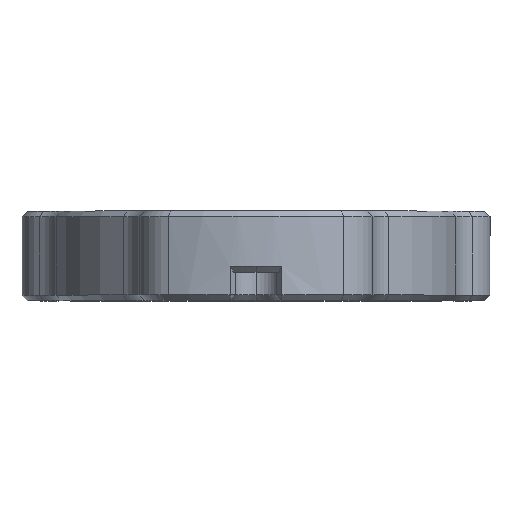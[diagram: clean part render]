
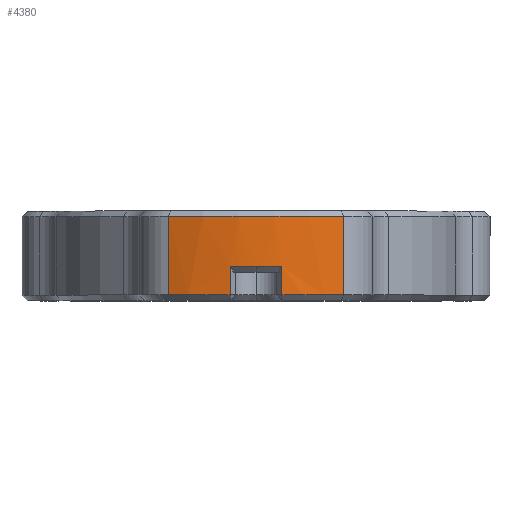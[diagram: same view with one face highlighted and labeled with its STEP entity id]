
A CAD part, top view. The second image highlights one B-rep face of the part: STEP entity #4380.
In plain terms, the highlighted cylindrical face has radius 25 mm (diameter 50 mm), a partial arc.
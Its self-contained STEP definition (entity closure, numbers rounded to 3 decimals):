
#71 = ORIENTED_EDGE ( 'NONE', *, *, #4040, .T. ) ;
#105 = DIRECTION ( 'NONE',  ( 0., 1., 0. ) ) ;
#113 = LINE ( 'NONE', #1669, #884 ) ;
#165 = LINE ( 'NONE', #2126, #681 ) ;
#187 = CARTESIAN_POINT ( 'NONE',  ( 9.281, 7.9, 23.213 ) ) ;
#203 = CYLINDRICAL_SURFACE ( 'NONE', #3372, 25. ) ;
#211 = DIRECTION ( 'NONE',  ( 0., -1., 0. ) ) ;
#367 = DIRECTION ( 'NONE',  ( 0., 1., 0. ) ) ;
#389 = EDGE_CURVE ( 'NONE', #4462, #908, #113, .T. ) ;
#519 = DIRECTION ( 'NONE',  ( 0., 0., -1. ) ) ;
#575 = EDGE_CURVE ( 'NONE', #2767, #4475, #1384, .T. ) ;
#586 = CIRCLE ( 'NONE', #4704, 25. ) ;
#635 = CARTESIAN_POINT ( 'NONE',  ( 0., 2.6, 0. ) ) ;
#681 = VECTOR ( 'NONE', #211, 1000. ) ;
#884 = VECTOR ( 'NONE', #1237, 1000. ) ;
#908 = VERTEX_POINT ( 'NONE', #3076 ) ;
#993 = EDGE_CURVE ( 'NONE', #2786, #3597, #4112, .T. ) ;
#1016 = DIRECTION ( 'NONE',  ( 0., 1., 0. ) ) ;
#1104 = ORIENTED_EDGE ( 'NONE', *, *, #993, .T. ) ;
#1167 = CARTESIAN_POINT ( 'NONE',  ( 0., -0.4, 0. ) ) ;
#1226 = ORIENTED_EDGE ( 'NONE', *, *, #3992, .T. ) ;
#1237 = DIRECTION ( 'NONE',  ( 0., 1., 0. ) ) ;
#1340 = CARTESIAN_POINT ( 'NONE',  ( 0., 7.9, 0. ) ) ;
#1384 = LINE ( 'NONE', #2528, #3469 ) ;
#1541 = EDGE_LOOP ( 'NONE', ( #4621, #71, #2972, #3508, #2403, #2430, #2695, #1226, #1104 ) ) ;
#1575 = CIRCLE ( 'NONE', #4403, 25. ) ;
#1634 = LINE ( 'NONE', #3829, #1839 ) ;
#1669 = CARTESIAN_POINT ( 'NONE',  ( -2.75, 8.5, 24.848 ) ) ;
#1693 = CARTESIAN_POINT ( 'NONE',  ( -9.281, 7.9, 23.213 ) ) ;
#1738 = DIRECTION ( 'NONE',  ( 0., 1., 0. ) ) ;
#1766 = CARTESIAN_POINT ( 'NONE',  ( 2.75, -0.4, 24.848 ) ) ;
#1839 = VECTOR ( 'NONE', #367, 1000. ) ;
#1884 = DIRECTION ( 'NONE',  ( 0., 1., 0. ) ) ;
#1933 = CIRCLE ( 'NONE', #3143, 25. ) ;
#1937 = CARTESIAN_POINT ( 'NONE',  ( 2.75, 2.6, 24.848 ) ) ;
#1998 = EDGE_CURVE ( 'NONE', #2811, #4701, #3229, .T. ) ;
#2126 = CARTESIAN_POINT ( 'NONE',  ( 2.75, 8.5, 24.848 ) ) ;
#2182 = DIRECTION ( 'NONE',  ( 0., 0., -1. ) ) ;
#2259 = CARTESIAN_POINT ( 'NONE',  ( -2.75, -0.4, 24.848 ) ) ;
#2309 = EDGE_CURVE ( 'NONE', #908, #2811, #1933, .T. ) ;
#2403 = ORIENTED_EDGE ( 'NONE', *, *, #389, .T. ) ;
#2430 = ORIENTED_EDGE ( 'NONE', *, *, #2309, .T. ) ;
#2475 = FACE_OUTER_BOUND ( 'NONE', #1541, .T. ) ;
#2528 = CARTESIAN_POINT ( 'NONE',  ( -9.281, 8.5, 23.213 ) ) ;
#2656 = EDGE_CURVE ( 'NONE', #3597, #3988, #1634, .T. ) ;
#2695 = ORIENTED_EDGE ( 'NONE', *, *, #1998, .T. ) ;
#2767 = VERTEX_POINT ( 'NONE', #1693 ) ;
#2786 = VERTEX_POINT ( 'NONE', #1766 ) ;
#2811 = VERTEX_POINT ( 'NONE', #4847 ) ;
#2830 = DIRECTION ( 'NONE',  ( 0., -1., 0. ) ) ;
#2837 = EDGE_CURVE ( 'NONE', #4475, #4462, #586, .T. ) ;
#2868 = DIRECTION ( 'NONE',  ( 0., 0., -1. ) ) ;
#2909 = CARTESIAN_POINT ( 'NONE',  ( 9.281, -0.4, 23.213 ) ) ;
#2921 = CARTESIAN_POINT ( 'NONE',  ( -9.281, -0.4, 23.213 ) ) ;
#2972 = ORIENTED_EDGE ( 'NONE', *, *, #575, .T. ) ;
#2979 = AXIS2_PLACEMENT_3D ( 'NONE', #635, #1738, #3285 ) ;
#3076 = CARTESIAN_POINT ( 'NONE',  ( -2.75, 2.6, 24.848 ) ) ;
#3143 = AXIS2_PLACEMENT_3D ( 'NONE', #4466, #1016, #2182 ) ;
#3229 = CIRCLE ( 'NONE', #2979, 25. ) ;
#3285 = DIRECTION ( 'NONE',  ( 0., 0., -1. ) ) ;
#3315 = DIRECTION ( 'NONE',  ( 0., -1., 0. ) ) ;
#3372 = AXIS2_PLACEMENT_3D ( 'NONE', #4004, #3315, #2868 ) ;
#3469 = VECTOR ( 'NONE', #2830, 1000. ) ;
#3508 = ORIENTED_EDGE ( 'NONE', *, *, #2837, .T. ) ;
#3597 = VERTEX_POINT ( 'NONE', #2909 ) ;
#3819 = DIRECTION ( 'NONE',  ( 0., 0., -1. ) ) ;
#3829 = CARTESIAN_POINT ( 'NONE',  ( 9.281, 8.5, 23.213 ) ) ;
#3962 = AXIS2_PLACEMENT_3D ( 'NONE', #4844, #105, #519 ) ;
#3988 = VERTEX_POINT ( 'NONE', #187 ) ;
#3992 = EDGE_CURVE ( 'NONE', #4701, #2786, #165, .T. ) ;
#4004 = CARTESIAN_POINT ( 'NONE',  ( 0., 8.5, 0. ) ) ;
#4038 = DIRECTION ( 'NONE',  ( 0., -1., 0. ) ) ;
#4040 = EDGE_CURVE ( 'NONE', #3988, #2767, #1575, .T. ) ;
#4112 = CIRCLE ( 'NONE', #3962, 25. ) ;
#4380 = ADVANCED_FACE ( 'NONE', ( #2475 ), #203, .T. ) ;
#4403 = AXIS2_PLACEMENT_3D ( 'NONE', #1340, #4038, #4455 ) ;
#4455 = DIRECTION ( 'NONE',  ( 0., 0., 1. ) ) ;
#4462 = VERTEX_POINT ( 'NONE', #2259 ) ;
#4466 = CARTESIAN_POINT ( 'NONE',  ( 0., 2.6, 0. ) ) ;
#4475 = VERTEX_POINT ( 'NONE', #2921 ) ;
#4621 = ORIENTED_EDGE ( 'NONE', *, *, #2656, .T. ) ;
#4701 = VERTEX_POINT ( 'NONE', #1937 ) ;
#4704 = AXIS2_PLACEMENT_3D ( 'NONE', #1167, #1884, #3819 ) ;
#4844 = CARTESIAN_POINT ( 'NONE',  ( 0., -0.4, 0. ) ) ;
#4847 = CARTESIAN_POINT ( 'NONE',  ( 0., 2.6, 25. ) ) ;
